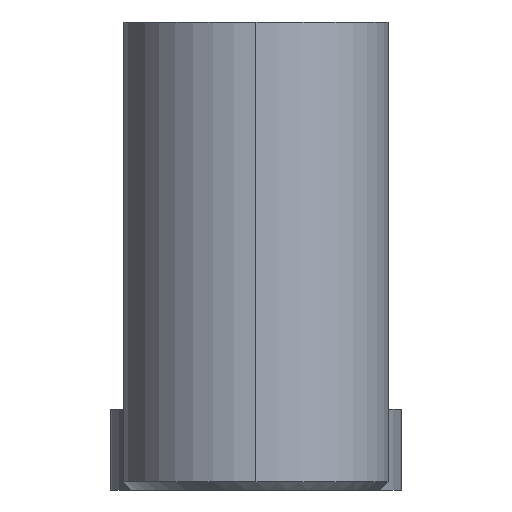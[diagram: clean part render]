
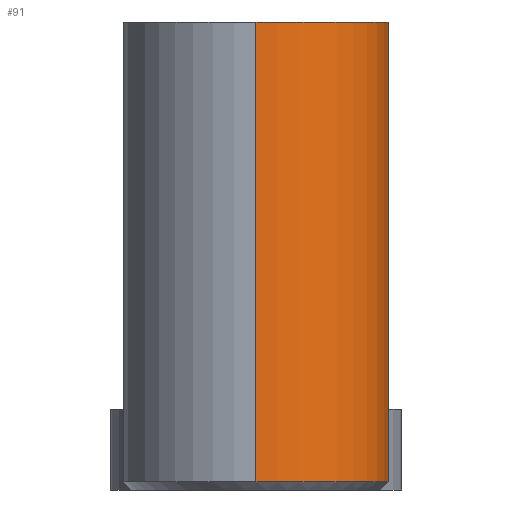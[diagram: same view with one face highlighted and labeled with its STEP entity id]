
A CAD part, left-side view. The second image highlights one B-rep face of the part: STEP entity #91.
In plain terms, the highlighted cylindrical face has radius 4.1 mm (diameter 8.2 mm), a partial arc.
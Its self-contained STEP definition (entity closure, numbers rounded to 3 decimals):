
#91 = ADVANCED_FACE ( 'NONE', ( #1852 ), #1490, .T. ) ;
#139 = VERTEX_POINT ( 'NONE', #1172 ) ;
#228 = AXIS2_PLACEMENT_3D ( 'NONE', #1871, #2477, #3067 ) ;
#276 = ORIENTED_EDGE ( 'NONE', *, *, #852, .T. ) ;
#303 = ORIENTED_EDGE ( 'NONE', *, *, #2421, .T. ) ;
#370 = CARTESIAN_POINT ( 'NONE',  ( 3.565, -2.025, 14.45 ) ) ;
#514 = CARTESIAN_POINT ( 'NONE',  ( 0., 0., 14.45 ) ) ;
#558 = DIRECTION ( 'NONE',  ( -1., 0., 0. ) ) ;
#852 = EDGE_CURVE ( 'NONE', #1297, #139, #1949, .T. ) ;
#904 = LINE ( 'NONE', #370, #2458 ) ;
#1151 = ORIENTED_EDGE ( 'NONE', *, *, #1543, .T. ) ;
#1172 = CARTESIAN_POINT ( 'NONE',  ( 3.565, -2.025, 0.25 ) ) ;
#1209 = CARTESIAN_POINT ( 'NONE',  ( -4.1, 0., 0.25 ) ) ;
#1297 = VERTEX_POINT ( 'NONE', #1209 ) ;
#1490 = CYLINDRICAL_SURFACE ( 'NONE', #2018, 4.1 ) ;
#1543 = EDGE_CURVE ( 'NONE', #2638, #1297, #1770, .T. ) ;
#1712 = EDGE_CURVE ( 'NONE', #2638, #2815, #2907, .T. ) ;
#1770 = LINE ( 'NONE', #1845, #1859 ) ;
#1845 = CARTESIAN_POINT ( 'NONE',  ( -4.1, 0., 14.45 ) ) ;
#1852 = FACE_OUTER_BOUND ( 'NONE', #2581, .T. ) ;
#1859 = VECTOR ( 'NONE', #2744, 1000. ) ;
#1871 = CARTESIAN_POINT ( 'NONE',  ( 0., 0., 14.45 ) ) ;
#1949 = CIRCLE ( 'NONE', #3443, 4.1 ) ;
#1991 = DIRECTION ( 'NONE',  ( 0., 0., -1. ) ) ;
#2018 = AXIS2_PLACEMENT_3D ( 'NONE', #514, #1991, #558 ) ;
#2213 = CARTESIAN_POINT ( 'NONE',  ( -4.1, 0., 14.45 ) ) ;
#2421 = EDGE_CURVE ( 'NONE', #139, #2815, #904, .T. ) ;
#2458 = VECTOR ( 'NONE', #2947, 1000. ) ;
#2477 = DIRECTION ( 'NONE',  ( 0., 0., 1. ) ) ;
#2544 = CARTESIAN_POINT ( 'NONE',  ( 3.565, -2.025, 14.45 ) ) ;
#2581 = EDGE_LOOP ( 'NONE', ( #2709, #1151, #276, #303 ) ) ;
#2638 = VERTEX_POINT ( 'NONE', #2213 ) ;
#2709 = ORIENTED_EDGE ( 'NONE', *, *, #1712, .F. ) ;
#2744 = DIRECTION ( 'NONE',  ( 0., 0., -1. ) ) ;
#2815 = VERTEX_POINT ( 'NONE', #2544 ) ;
#2907 = CIRCLE ( 'NONE', #228, 4.1 ) ;
#2947 = DIRECTION ( 'NONE',  ( 0., 0., 1. ) ) ;
#3034 = DIRECTION ( 'NONE',  ( 0., 0., 1. ) ) ;
#3067 = DIRECTION ( 'NONE',  ( 1., 0., 0. ) ) ;
#3314 = CARTESIAN_POINT ( 'NONE',  ( 0., 0., 0.25 ) ) ;
#3331 = DIRECTION ( 'NONE',  ( 1., 0., 0. ) ) ;
#3443 = AXIS2_PLACEMENT_3D ( 'NONE', #3314, #3034, #3331 ) ;
